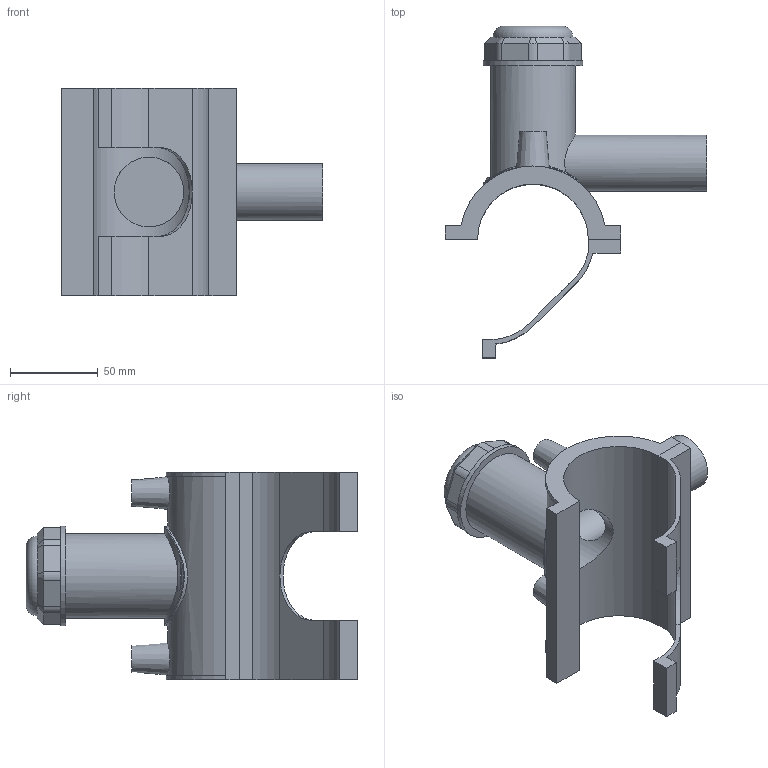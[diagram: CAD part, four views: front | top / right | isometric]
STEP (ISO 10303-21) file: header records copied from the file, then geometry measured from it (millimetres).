
FILE_DESCRIPTION(/* description */ ('PLASSON TAPPING SADDLE 63x32'),/* implementation_level */ '2;1');
FILE_NAME(/* name */ '496304063032N.ipt.stp',/* time_stamp */ '2018-05-02T16:15:35+03:00',/* author */ ('KIM'),/* organization */ (''),/* preprocessor_version */ 'ST-DEVELOPER v15.6',/* originating_system */ 'Autodesk Inventor 2015',/* authorisation */ '');
FILE_SCHEMA (('AUTOMOTIVE_DESIGN { 1 0 10303 214 3 1 1 }'));
Length unit declared in the file: millimetre
Products named in the file (1): 496304063032N
Bounding box: 149 x 188.78 x 118 mm (x, y, z)
Volume: 280671.4 mm3; surface area: 97215.5 mm2
Topology: 2 solids, 2 shells, 108 faces, 263 edges, 170 vertices
Faces by surface type: plane 64, cylinder 31, cone 11, torus 1, bspline 1
Full cylindrical faces by diameter (mm): 4 x2, 10 x2, 25.6 x1, 32 x1, 39.69 x1, 48.195 x1, 56.7 x1
Entity records: 3647 total; most frequent: CARTESIAN_POINT 1148, DIRECTION 510, ORIENTED_EDGE 492, EDGE_CURVE 246, AXIS2_PLACEMENT_3D 183, VERTEX_POINT 165, LINE 144, VECTOR 144
